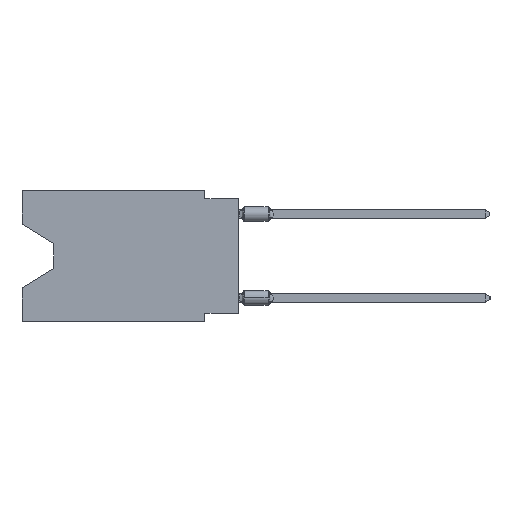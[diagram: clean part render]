
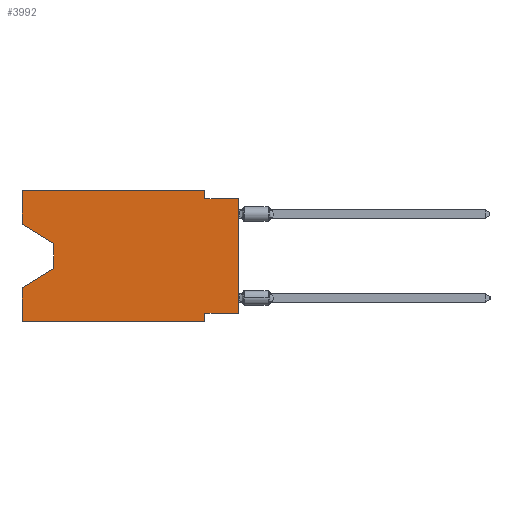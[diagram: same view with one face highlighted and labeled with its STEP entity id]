
A CAD part, left-side view. The second image highlights one B-rep face of the part: STEP entity #3992.
In plain terms, the highlighted planar face has unit normal (-1, 0, 0).
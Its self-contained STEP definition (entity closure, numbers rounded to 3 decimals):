
#219 = EDGE_CURVE ( 'NONE', #28132, #45485, #11547, .T. ) ;
#745 = DIRECTION ( 'NONE',  ( 0., 0., -1. ) ) ;
#1279 = VECTOR ( 'NONE', #33552, 1000. ) ;
#1635 = VECTOR ( 'NONE', #745, 1000. ) ;
#1776 = DIRECTION ( 'NONE',  ( 1., 0., 0. ) ) ;
#3352 = LINE ( 'NONE', #49345, #7380 ) ;
#3549 = CARTESIAN_POINT ( 'NONE',  ( 0., 0., -9.271 ) ) ;
#3992 = ADVANCED_FACE ( 'NONE', ( #43273 ), #36021, .F. ) ;
#5137 = ORIENTED_EDGE ( 'NONE', *, *, #38430, .T. ) ;
#5790 = CARTESIAN_POINT ( 'NONE',  ( 0., 16.383, 0. ) ) ;
#7171 = ORIENTED_EDGE ( 'NONE', *, *, #15398, .F. ) ;
#7380 = VECTOR ( 'NONE', #48368, 1000. ) ;
#7905 = VERTEX_POINT ( 'NONE', #10340 ) ;
#9431 = EDGE_CURVE ( 'NONE', #27489, #40979, #18568, .T. ) ;
#9716 = DIRECTION ( 'NONE',  ( 0., 0., -1. ) ) ;
#9881 = VERTEX_POINT ( 'NONE', #33494 ) ;
#10290 = ORIENTED_EDGE ( 'NONE', *, *, #47984, .T. ) ;
#10340 = CARTESIAN_POINT ( 'NONE',  ( 0., 2.54, -9.906 ) ) ;
#11547 = LINE ( 'NONE', #45818, #23323 ) ;
#11649 = ORIENTED_EDGE ( 'NONE', *, *, #36554, .T. ) ;
#12036 = DIRECTION ( 'NONE',  ( 0., -1., 0. ) ) ;
#12038 = LINE ( 'NONE', #27543, #28088 ) ;
#12054 = CARTESIAN_POINT ( 'NONE',  ( 0., 16.383, -2.546 ) ) ;
#12557 = EDGE_CURVE ( 'NONE', #27489, #13464, #22864, .T. ) ;
#13318 = DIRECTION ( 'NONE',  ( 0., 0.855, -0.519 ) ) ;
#13464 = VERTEX_POINT ( 'NONE', #31952 ) ;
#13889 = CARTESIAN_POINT ( 'NONE',  ( 0., 2.54, -9.271 ) ) ;
#14392 = CARTESIAN_POINT ( 'NONE',  ( 0., 16.383, -9.906 ) ) ;
#14848 = ORIENTED_EDGE ( 'NONE', *, *, #12557, .T. ) ;
#14971 = DIRECTION ( 'NONE',  ( 0., 0., 1. ) ) ;
#15398 = EDGE_CURVE ( 'NONE', #23948, #19934, #18489, .T. ) ;
#15609 = VECTOR ( 'NONE', #9716, 1000. ) ;
#16305 = LINE ( 'NONE', #12054, #37909 ) ;
#16617 = CARTESIAN_POINT ( 'NONE',  ( 0., 16.383, -7.36 ) ) ;
#17043 = VECTOR ( 'NONE', #14971, 1000. ) ;
#18489 = LINE ( 'NONE', #22247, #17043 ) ;
#18568 = LINE ( 'NONE', #3549, #1279 ) ;
#18752 = CARTESIAN_POINT ( 'NONE',  ( 0., 2.54, -0.635 ) ) ;
#19107 = CARTESIAN_POINT ( 'NONE',  ( 0., 0., 0. ) ) ;
#19289 = AXIS2_PLACEMENT_3D ( 'NONE', #36272, #1776, #28276 ) ;
#19531 = ORIENTED_EDGE ( 'NONE', *, *, #219, .F. ) ;
#19756 = CARTESIAN_POINT ( 'NONE',  ( 0., 2.54, 0. ) ) ;
#19934 = VERTEX_POINT ( 'NONE', #16617 ) ;
#20055 = EDGE_CURVE ( 'NONE', #40979, #7905, #3352, .T. ) ;
#20499 = CARTESIAN_POINT ( 'NONE',  ( 0., 16.383, -2.546 ) ) ;
#21320 = CARTESIAN_POINT ( 'NONE',  ( 0., 13.97, -5.893 ) ) ;
#21671 = DIRECTION ( 'NONE',  ( 0., -1., 0. ) ) ;
#22247 = CARTESIAN_POINT ( 'NONE',  ( 0., 16.383, 0. ) ) ;
#22694 = EDGE_LOOP ( 'NONE', ( #10290, #31483, #5137, #7171, #11649, #45116, #35818, #14848, #41788, #43171, #19531, #44823 ) ) ;
#22864 = LINE ( 'NONE', #19107, #41059 ) ;
#23323 = VECTOR ( 'NONE', #12036, 1000. ) ;
#23767 = LINE ( 'NONE', #42765, #26387 ) ;
#23948 = VERTEX_POINT ( 'NONE', #27450 ) ;
#26387 = VECTOR ( 'NONE', #46526, 1000. ) ;
#26770 = VERTEX_POINT ( 'NONE', #37761 ) ;
#26818 = VERTEX_POINT ( 'NONE', #20499 ) ;
#27450 = CARTESIAN_POINT ( 'NONE',  ( 0., 16.383, -9.906 ) ) ;
#27489 = VERTEX_POINT ( 'NONE', #30127 ) ;
#27543 = CARTESIAN_POINT ( 'NONE',  ( 0., 0., -0.635 ) ) ;
#27807 = VECTOR ( 'NONE', #21671, 1000. ) ;
#28088 = VECTOR ( 'NONE', #36218, 1000. ) ;
#28132 = VERTEX_POINT ( 'NONE', #5790 ) ;
#28276 = DIRECTION ( 'NONE',  ( 0., 0., -1. ) ) ;
#30127 = CARTESIAN_POINT ( 'NONE',  ( 0., 0., -9.271 ) ) ;
#31483 = ORIENTED_EDGE ( 'NONE', *, *, #48562, .T. ) ;
#31952 = CARTESIAN_POINT ( 'NONE',  ( 0., 0., -0.635 ) ) ;
#32982 = EDGE_CURVE ( 'NONE', #45485, #34622, #34979, .T. ) ;
#33494 = CARTESIAN_POINT ( 'NONE',  ( 0., 13.97, -4.013 ) ) ;
#33552 = DIRECTION ( 'NONE',  ( 0., 1., 0. ) ) ;
#34622 = VERTEX_POINT ( 'NONE', #18752 ) ;
#34979 = LINE ( 'NONE', #19756, #1635 ) ;
#35091 = DIRECTION ( 'NONE',  ( 0., 0., 1. ) ) ;
#35805 = LINE ( 'NONE', #21320, #41517 ) ;
#35818 = ORIENTED_EDGE ( 'NONE', *, *, #9431, .F. ) ;
#36021 = PLANE ( 'NONE',  #19289 ) ;
#36218 = DIRECTION ( 'NONE',  ( 0., -1., 0. ) ) ;
#36272 = CARTESIAN_POINT ( 'NONE',  ( 0., 16.383, 0. ) ) ;
#36554 = EDGE_CURVE ( 'NONE', #23948, #7905, #40904, .T. ) ;
#36713 = LINE ( 'NONE', #43729, #15609 ) ;
#37761 = CARTESIAN_POINT ( 'NONE',  ( 0., 13.97, -5.893 ) ) ;
#37909 = VECTOR ( 'NONE', #39548, 1000. ) ;
#38430 = EDGE_CURVE ( 'NONE', #26770, #19934, #35805, .T. ) ;
#38712 = EDGE_CURVE ( 'NONE', #26818, #28132, #23767, .T. ) ;
#39548 = DIRECTION ( 'NONE',  ( 0., -0.855, -0.519 ) ) ;
#40904 = LINE ( 'NONE', #14392, #27807 ) ;
#40979 = VERTEX_POINT ( 'NONE', #13889 ) ;
#41059 = VECTOR ( 'NONE', #35091, 1000. ) ;
#41517 = VECTOR ( 'NONE', #13318, 1000. ) ;
#41788 = ORIENTED_EDGE ( 'NONE', *, *, #42362, .F. ) ;
#42362 = EDGE_CURVE ( 'NONE', #34622, #13464, #12038, .T. ) ;
#42765 = CARTESIAN_POINT ( 'NONE',  ( 0., 16.383, 0. ) ) ;
#43171 = ORIENTED_EDGE ( 'NONE', *, *, #32982, .F. ) ;
#43273 = FACE_OUTER_BOUND ( 'NONE', #22694, .T. ) ;
#43729 = CARTESIAN_POINT ( 'NONE',  ( 0., 13.97, -4.013 ) ) ;
#44823 = ORIENTED_EDGE ( 'NONE', *, *, #38712, .F. ) ;
#45116 = ORIENTED_EDGE ( 'NONE', *, *, #20055, .F. ) ;
#45485 = VERTEX_POINT ( 'NONE', #46905 ) ;
#45818 = CARTESIAN_POINT ( 'NONE',  ( 0., 16.383, 0. ) ) ;
#46526 = DIRECTION ( 'NONE',  ( 0., 0., 1. ) ) ;
#46905 = CARTESIAN_POINT ( 'NONE',  ( 0., 2.54, 0. ) ) ;
#47984 = EDGE_CURVE ( 'NONE', #26818, #9881, #16305, .T. ) ;
#48368 = DIRECTION ( 'NONE',  ( 0., 0., -1. ) ) ;
#48562 = EDGE_CURVE ( 'NONE', #9881, #26770, #36713, .T. ) ;
#49345 = CARTESIAN_POINT ( 'NONE',  ( 0., 2.54, -9.906 ) ) ;
